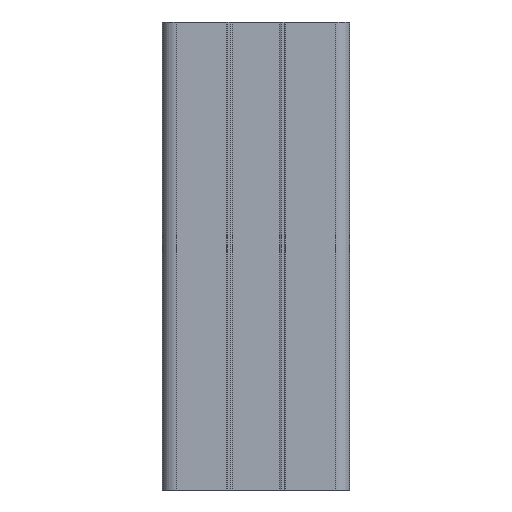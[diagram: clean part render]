
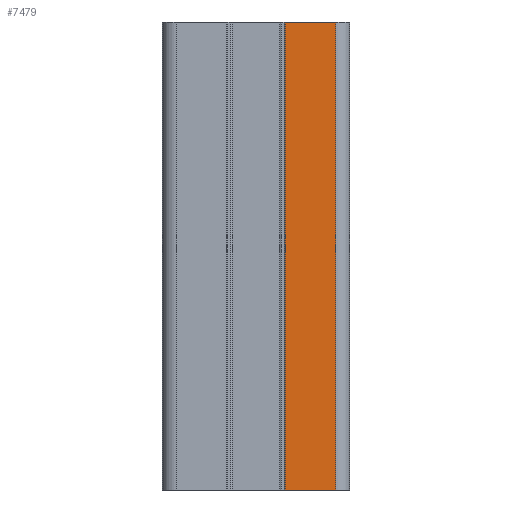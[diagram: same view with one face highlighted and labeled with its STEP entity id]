
A CAD part, left-side view. The second image highlights one B-rep face of the part: STEP entity #7479.
In plain terms, the highlighted planar face has unit normal (-1, 0, 0).
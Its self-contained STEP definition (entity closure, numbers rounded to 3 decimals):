
#55=PLANE('',#8087);
#345=FACE_OUTER_BOUND('',#749,.T.);
#749=EDGE_LOOP('',(#5953,#5954,#5955,#5956));
#1182=LINE('',#10814,#2098);
#1452=LINE('',#11576,#2368);
#1681=LINE('',#12172,#2597);
#1683=LINE('',#12175,#2599);
#2098=VECTOR('',#8598,10.7);
#2368=VECTOR('',#9096,10.7);
#2597=VECTOR('',#9545,100.);
#2599=VECTOR('',#9549,100.);
#3272=VERTEX_POINT('',#10811);
#3273=VERTEX_POINT('',#10813);
#3650=VERTEX_POINT('',#11573);
#3651=VERTEX_POINT('',#11575);
#4033=EDGE_CURVE('',#3272,#3273,#1182,.T.);
#4414=EDGE_CURVE('',#3650,#3651,#1452,.T.);
#4721=EDGE_CURVE('',#3651,#3272,#1681,.T.);
#4723=EDGE_CURVE('',#3273,#3650,#1683,.T.);
#5953=ORIENTED_EDGE('',*,*,#4721,.F.);
#5954=ORIENTED_EDGE('',*,*,#4414,.F.);
#5955=ORIENTED_EDGE('',*,*,#4723,.F.);
#5956=ORIENTED_EDGE('',*,*,#4033,.F.);
#7479=ADVANCED_FACE('',(#345),#55,.T.);
#8087=AXIS2_PLACEMENT_3D('',#12174,#9547,#9548);
#8598=DIRECTION('',(0.,-1.,0.));
#9096=DIRECTION('',(0.,1.,0.));
#9545=DIRECTION('',(0.,0.,1.));
#9547=DIRECTION('center_axis',(-1.,0.,0.));
#9548=DIRECTION('ref_axis',(0.,-1.,0.));
#9549=DIRECTION('',(0.,0.,-1.));
#10811=CARTESIAN_POINT('',(-80.,-6.3,100.));
#10813=CARTESIAN_POINT('',(-80.,-17.,100.));
#10814=CARTESIAN_POINT('',(-80.,-20.,100.));
#11573=CARTESIAN_POINT('',(-80.,-17.,0.));
#11575=CARTESIAN_POINT('',(-80.,-6.3,0.));
#11576=CARTESIAN_POINT('',(-80.,-20.,0.));
#12172=CARTESIAN_POINT('',(-80.,-6.3,50.));
#12174=CARTESIAN_POINT('Origin',(-80.,20.,0.));
#12175=CARTESIAN_POINT('',(-80.,-17.,0.));
